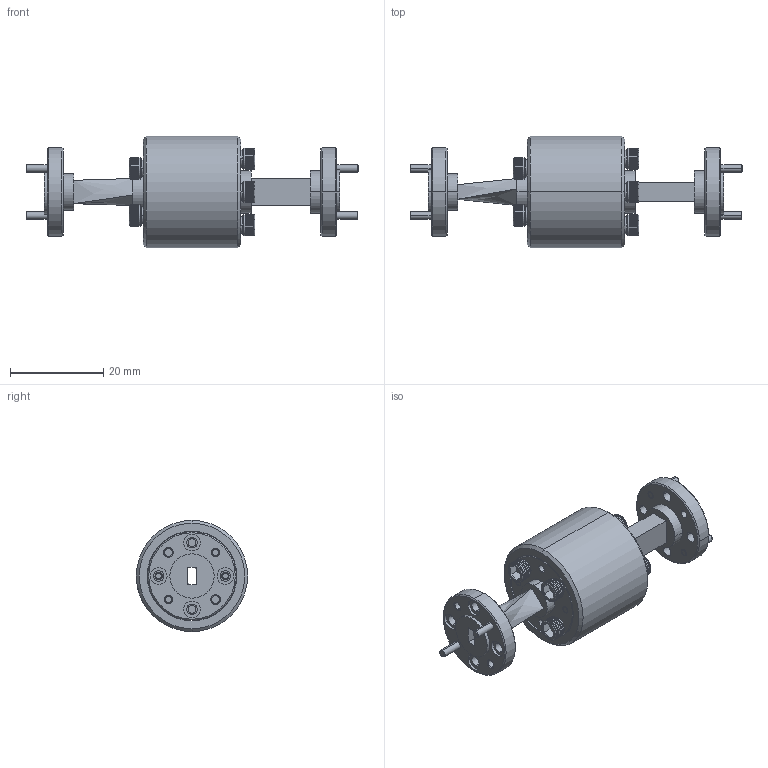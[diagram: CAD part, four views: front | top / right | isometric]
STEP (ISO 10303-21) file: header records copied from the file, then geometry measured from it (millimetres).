
FILE_DESCRIPTION (( 'STEP AP203' ), '1' );
FILE_NAME ('TF-SV.STEP', '2017-01-10T21:49:28', ( '' ), ( '' ), 'SwSTEP 2.0', 'SolidWorks 2013', '' );
FILE_SCHEMA (( 'CONFIG_CONTROL_DESIGN' ));
Length unit declared in the file: inch
Products named in the file (1): TF-SV
Bounding box: 71.2 x 23.88 x 23.88 mm (x, y, z)
Surface area: 7638.8 mm2 (no closed solid volume)
Topology: 0 solids, 28 shells, 975 faces, 3083 edges, 2162 vertices
Faces by surface type: plane 466, cylinder 408, cone 81, bspline 20
Entity records: 36973 total; most frequent: CARTESIAN_POINT 11773, ORIENTED_EDGE 6008, DIRECTION 4293, EDGE_CURVE 3077, VERTEX_POINT 2162, AXIS2_PLACEMENT_3D 1802, B_SPLINE_CURVE_WITH_KNOTS 1478, EDGE_LOOP 1056
